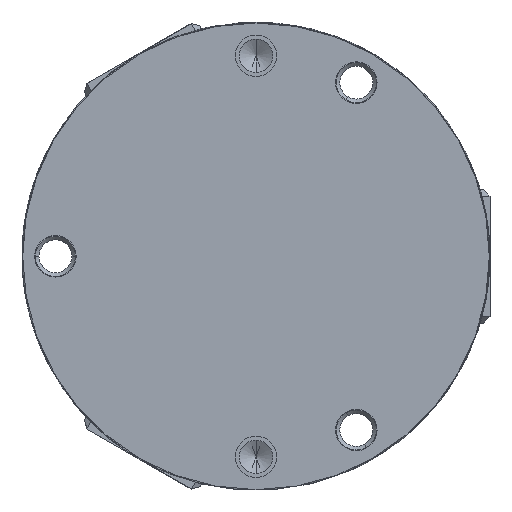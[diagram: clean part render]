
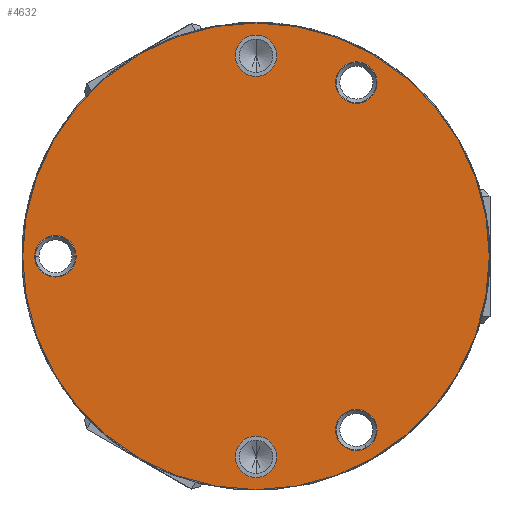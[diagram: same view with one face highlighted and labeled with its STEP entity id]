
A CAD part, front view. The second image highlights one B-rep face of the part: STEP entity #4632.
In plain terms, the highlighted planar face has unit normal (0, -1, 0).
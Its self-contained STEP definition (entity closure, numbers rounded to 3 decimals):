
#2146 = VERTEX_POINT( '', #6106 );
#2248 = VERTEX_POINT( '', #6215 );
#2580 = EDGE_CURVE( '', #2248, #4228, #6591, .T. );
#2708 = EDGE_CURVE( '', #2146, #3446, #6731, .T. );
#3012 = EDGE_CURVE( '', #5750, #3220, #7058, .T. );
#3102 = EDGE_CURVE( '', #3364, #5544, #7158, .T. );
#3172 = EDGE_CURVE( '', #4228, #2248, #7234, .T. );
#3220 = VERTEX_POINT( '', #7288 );
#3364 = VERTEX_POINT( '', #7445 );
#3394 = EDGE_CURVE( '', #3822, #3752, #7478, .T. );
#3446 = VERTEX_POINT( '', #7536 );
#3604 = EDGE_CURVE( '', #4828, #5132, #7708, .T. );
#3752 = VERTEX_POINT( '', #7867 );
#3822 = VERTEX_POINT( '', #7945 );
#4228 = VERTEX_POINT( '', #8402 );
#4632 = ADVANCED_FACE( '', ( #8843, #8844, #8845, #8846, #8847, #8848 ), #8849, .F. );
#4818 = EDGE_CURVE( '', #3220, #5750, #9056, .T. );
#4828 = VERTEX_POINT( '', #9066 );
#4914 = EDGE_CURVE( '', #5544, #3364, #9165, .T. );
#5132 = VERTEX_POINT( '', #9412 );
#5154 = EDGE_CURVE( '', #3446, #2146, #9436, .T. );
#5262 = EDGE_CURVE( '', #5132, #4828, #9559, .T. );
#5544 = VERTEX_POINT( '', #9884 );
#5736 = EDGE_CURVE( '', #3752, #3822, #10093, .T. );
#5750 = VERTEX_POINT( '', #10109 );
#6106 = CARTESIAN_POINT( '', ( -33.1, 0., 0. ) );
#6215 = CARTESIAN_POINT( '', ( 16.55, 0., 28.665 ) );
#6591 = CIRCLE( '', #11224, 3.1 );
#6731 = CIRCLE( '', #11414, 3.1 );
#7058 = CIRCLE( '', #11877, 3.1 );
#7158 = CIRCLE( '', #12012, 34.9 );
#7234 = CIRCLE( '', #12120, 3.1 );
#7288 = CARTESIAN_POINT( '', ( 0., 0., 33.1 ) );
#7445 = CARTESIAN_POINT( '', ( 34.9, 0., 0. ) );
#7478 = CIRCLE( '', #12481, 3.1 );
#7536 = CARTESIAN_POINT( '', ( -26.9, 0., 0. ) );
#7708 = CIRCLE( '', #12797, 3.1 );
#7867 = CARTESIAN_POINT( '', ( 16.55, 0., -28.665 ) );
#7945 = CARTESIAN_POINT( '', ( 13.45, 0., -23.296 ) );
#8402 = CARTESIAN_POINT( '', ( 13.45, 0., 23.296 ) );
#8843 = FACE_BOUND( '', #14480, .T. );
#8844 = FACE_BOUND( '', #14481, .T. );
#8845 = FACE_BOUND( '', #14482, .T. );
#8846 = FACE_BOUND( '', #14483, .T. );
#8847 = FACE_BOUND( '', #14484, .T. );
#8848 = FACE_OUTER_BOUND( '', #14485, .T. );
#8849 = PLANE( '', #14486 );
#9056 = CIRCLE( '', #14761, 3.1 );
#9066 = CARTESIAN_POINT( '', ( 0., 0., -26.9 ) );
#9165 = CIRCLE( '', #14909, 34.9 );
#9412 = CARTESIAN_POINT( '', ( 0., 0., -33.1 ) );
#9436 = CIRCLE( '', #15352, 3.1 );
#9559 = CIRCLE( '', #15542, 3.1 );
#9884 = CARTESIAN_POINT( '', ( -34.9, 0., 0. ) );
#10093 = CIRCLE( '', #16294, 3.1 );
#10109 = CARTESIAN_POINT( '', ( 0., 0., 26.9 ) );
#11224 = AXIS2_PLACEMENT_3D( '', #17324, #17325, #17326 );
#11414 = AXIS2_PLACEMENT_3D( '', #17498, #17499, #17500 );
#11877 = AXIS2_PLACEMENT_3D( '', #17801, #17802, #17803 );
#12012 = AXIS2_PLACEMENT_3D( '', #17929, #17930, #17931 );
#12120 = AXIS2_PLACEMENT_3D( '', #18009, #18010, #18011 );
#12481 = AXIS2_PLACEMENT_3D( '', #18270, #18271, #18272 );
#12797 = AXIS2_PLACEMENT_3D( '', #18522, #18523, #18524 );
#14480 = EDGE_LOOP( '', ( #19836, #19837 ) );
#14481 = EDGE_LOOP( '', ( #19838, #19839 ) );
#14482 = EDGE_LOOP( '', ( #19840, #19841 ) );
#14483 = EDGE_LOOP( '', ( #19842, #19843 ) );
#14484 = EDGE_LOOP( '', ( #19844, #19845 ) );
#14485 = EDGE_LOOP( '', ( #19846, #19847 ) );
#14486 = AXIS2_PLACEMENT_3D( '', #19848, #19849, #19850 );
#14761 = AXIS2_PLACEMENT_3D( '', #20092, #20093, #20094 );
#14909 = AXIS2_PLACEMENT_3D( '', #20213, #20214, #20215 );
#15352 = AXIS2_PLACEMENT_3D( '', #20572, #20573, #20574 );
#15542 = AXIS2_PLACEMENT_3D( '', #20733, #20734, #20735 );
#16294 = AXIS2_PLACEMENT_3D( '', #21377, #21378, #21379 );
#17324 = CARTESIAN_POINT( '', ( 15., 0., 25.981 ) );
#17325 = DIRECTION( '', ( 0., 1., 0. ) );
#17326 = DIRECTION( '', ( -0.5, 0., -0.866 ) );
#17498 = CARTESIAN_POINT( '', ( -30., 0., 0. ) );
#17499 = DIRECTION( '', ( 0., 1., 0. ) );
#17500 = DIRECTION( '', ( 1., 0., 0. ) );
#17801 = CARTESIAN_POINT( '', ( 0., 0., 30. ) );
#17802 = DIRECTION( '', ( 0., 1., 0. ) );
#17803 = DIRECTION( '', ( 0., 0., -1. ) );
#17929 = CARTESIAN_POINT( '', ( 0., 0., 0. ) );
#17930 = DIRECTION( '', ( 0., 1., 0. ) );
#17931 = DIRECTION( '', ( 1., 0., 0. ) );
#18009 = CARTESIAN_POINT( '', ( 15., 0., 25.981 ) );
#18010 = DIRECTION( '', ( 0., 1., 0. ) );
#18011 = DIRECTION( '', ( -0.5, 0., -0.866 ) );
#18270 = CARTESIAN_POINT( '', ( 15., 0., -25.981 ) );
#18271 = DIRECTION( '', ( 0., 1., 0. ) );
#18272 = DIRECTION( '', ( -0.5, 0., 0.866 ) );
#18522 = CARTESIAN_POINT( '', ( 0., 0., -30. ) );
#18523 = DIRECTION( '', ( 0., 1., 0. ) );
#18524 = DIRECTION( '', ( 0., 0., -1. ) );
#19836 = ORIENTED_EDGE( '', *, *, #3012, .T. );
#19837 = ORIENTED_EDGE( '', *, *, #4818, .T. );
#19838 = ORIENTED_EDGE( '', *, *, #5262, .T. );
#19839 = ORIENTED_EDGE( '', *, *, #3604, .T. );
#19840 = ORIENTED_EDGE( '', *, *, #3394, .T. );
#19841 = ORIENTED_EDGE( '', *, *, #5736, .T. );
#19842 = ORIENTED_EDGE( '', *, *, #3172, .T. );
#19843 = ORIENTED_EDGE( '', *, *, #2580, .T. );
#19844 = ORIENTED_EDGE( '', *, *, #5154, .T. );
#19845 = ORIENTED_EDGE( '', *, *, #2708, .T. );
#19846 = ORIENTED_EDGE( '', *, *, #3102, .F. );
#19847 = ORIENTED_EDGE( '', *, *, #4914, .F. );
#19848 = CARTESIAN_POINT( '', ( 0., 0., 0. ) );
#19849 = DIRECTION( '', ( 0., 1., 0. ) );
#19850 = DIRECTION( '', ( 0., 0., 1. ) );
#20092 = CARTESIAN_POINT( '', ( 0., 0., 30. ) );
#20093 = DIRECTION( '', ( 0., 1., 0. ) );
#20094 = DIRECTION( '', ( 0., 0., -1. ) );
#20213 = CARTESIAN_POINT( '', ( 0., 0., 0. ) );
#20214 = DIRECTION( '', ( 0., 1., 0. ) );
#20215 = DIRECTION( '', ( 1., 0., 0. ) );
#20572 = CARTESIAN_POINT( '', ( -30., 0., 0. ) );
#20573 = DIRECTION( '', ( 0., 1., 0. ) );
#20574 = DIRECTION( '', ( 1., 0., 0. ) );
#20733 = CARTESIAN_POINT( '', ( 0., 0., -30. ) );
#20734 = DIRECTION( '', ( 0., 1., 0. ) );
#20735 = DIRECTION( '', ( 0., 0., -1. ) );
#21377 = CARTESIAN_POINT( '', ( 15., 0., -25.981 ) );
#21378 = DIRECTION( '', ( 0., 1., 0. ) );
#21379 = DIRECTION( '', ( -0.5, 0., 0.866 ) );
